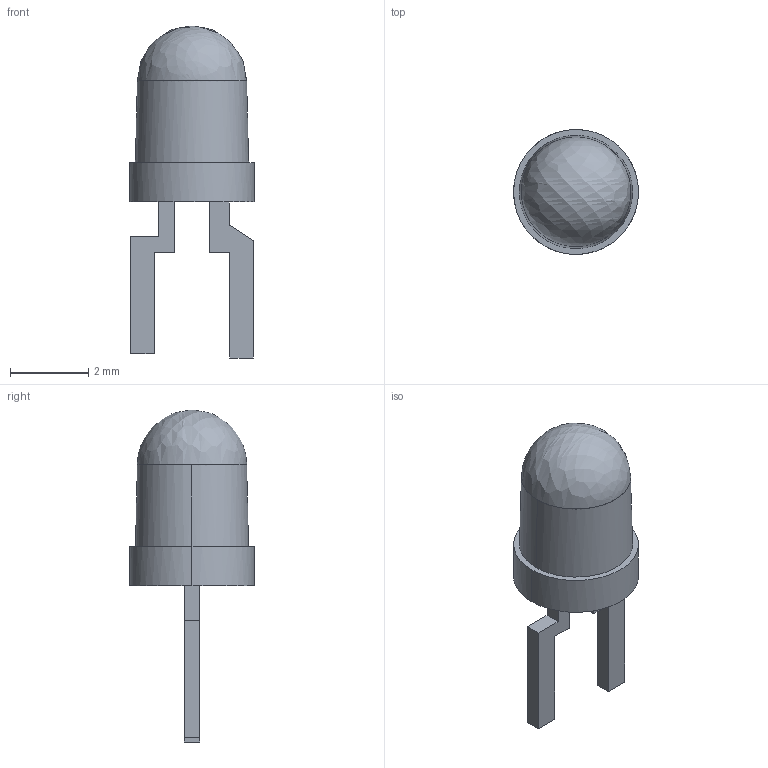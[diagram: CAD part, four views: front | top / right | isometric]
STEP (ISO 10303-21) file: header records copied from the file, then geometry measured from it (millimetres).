
FILE_DESCRIPTION(('FreeCAD Model'),'2;1');
FILE_NAME('Open CASCADE Shape Model','2024-10-28T10:52:49',( 'kicad StepUp'),('ksu MCAD'),'Open CASCADE STEP processor 7.6', 'FreeCAD','Unknown');
FILE_SCHEMA(('AUTOMOTIVE_DESIGN { 1 0 10303 214 1 1 1 1 }'));
Length unit declared in the file: inch
Products named in the file (6): COMPOUND005; COMPOUND; COMPOUND001; COMPOUND002; Cut; Cut001
Assembly tree (5 placements, depth 2):
  COMPOUND005
    COMPOUND
    COMPOUND001
    COMPOUND002
    Cut
    Cut001
Bounding box: 3.2 x 3.2 x 8.51 mm (x, y, z)
Volume: 35.1 mm3; surface area: 101.6 mm2
Topology: 5 solids, 5 shells, 30 faces, 66 edges, 42 vertices
Faces by surface type: plane 24, bspline 6
Entity records: 1052 total; most frequent: CARTESIAN_POINT 380, ORIENTED_EDGE 124, DIRECTION 68, EDGE_CURVE 62, B_SPLINE_CURVE_WITH_KNOTS 44, VERTEX_POINT 42, AXIS2_PLACEMENT_3D 30, ADVANCED_FACE 30
